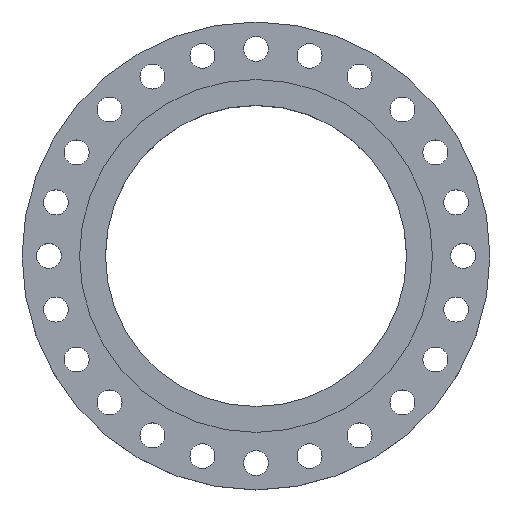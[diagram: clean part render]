
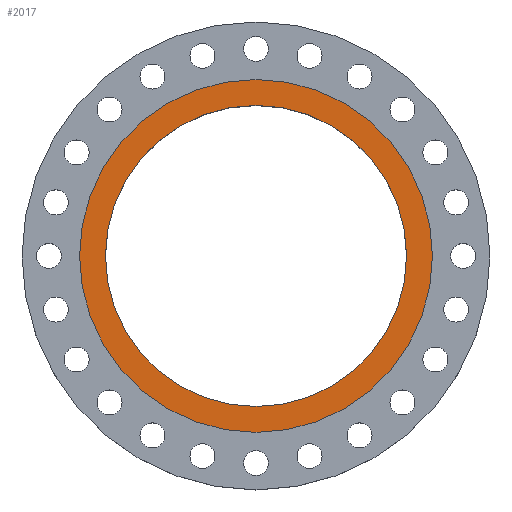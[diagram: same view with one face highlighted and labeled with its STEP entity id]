
A CAD part, top view. The second image highlights one B-rep face of the part: STEP entity #2017.
In plain terms, the highlighted planar face has unit normal (0, 0, 1).
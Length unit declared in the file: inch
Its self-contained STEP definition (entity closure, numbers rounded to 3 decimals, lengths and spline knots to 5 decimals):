
#11 = CIRCLE ( 'NONE', #482, 9.8125 ) ;
#55 = CIRCLE ( 'NONE', #1089, 11.5 ) ;
#129 = VERTEX_POINT ( 'NONE', #1549 ) ;
#258 = CARTESIAN_POINT ( 'NONE',  ( 9.8125, 0., 0. ) ) ;
#365 = ORIENTED_EDGE ( 'NONE', *, *, #1183, .T. ) ;
#413 = ORIENTED_EDGE ( 'NONE', *, *, #1455, .F. ) ;
#482 = AXIS2_PLACEMENT_3D ( 'NONE', #962, #795, #1509 ) ;
#537 = CARTESIAN_POINT ( 'NONE',  ( 0., 9.8125, 0. ) ) ;
#546 = CARTESIAN_POINT ( 'NONE',  ( -11.5, 0., 0. ) ) ;
#548 = VERTEX_POINT ( 'NONE', #546 ) ;
#667 = CARTESIAN_POINT ( 'NONE',  ( 0., 0., 0. ) ) ;
#735 = DIRECTION ( 'NONE',  ( 0., 0., 1. ) ) ;
#761 = VERTEX_POINT ( 'NONE', #258 ) ;
#769 = EDGE_CURVE ( 'NONE', #2056, #761, #11, .T. ) ;
#795 = DIRECTION ( 'NONE',  ( 0., 0., 1. ) ) ;
#962 = CARTESIAN_POINT ( 'NONE',  ( 0., 0., 0. ) ) ;
#972 = AXIS2_PLACEMENT_3D ( 'NONE', #1433, #735, #2203 ) ;
#1006 = AXIS2_PLACEMENT_3D ( 'NONE', #667, #1353, #1955 ) ;
#1055 = DIRECTION ( 'NONE',  ( -1., 0., 0. ) ) ;
#1065 = FACE_OUTER_BOUND ( 'NONE', #1782, .T. ) ;
#1089 = AXIS2_PLACEMENT_3D ( 'NONE', #1702, #2084, #1519 ) ;
#1142 = CARTESIAN_POINT ( 'NONE',  ( -9.8125, 0., 0. ) ) ;
#1161 = CIRCLE ( 'NONE', #1006, 11.5 ) ;
#1183 = EDGE_CURVE ( 'NONE', #548, #129, #55, .T. ) ;
#1353 = DIRECTION ( 'NONE',  ( 0., 0., 1. ) ) ;
#1361 = EDGE_CURVE ( 'NONE', #129, #548, #1161, .T. ) ;
#1433 = CARTESIAN_POINT ( 'NONE',  ( 0., 0., 0. ) ) ;
#1443 = DIRECTION ( 'NONE',  ( 0., 0., -1. ) ) ;
#1455 = EDGE_CURVE ( 'NONE', #761, #2056, #2280, .T. ) ;
#1509 = DIRECTION ( 'NONE',  ( 1., 0., 0. ) ) ;
#1519 = DIRECTION ( 'NONE',  ( 1., 0., 0. ) ) ;
#1549 = CARTESIAN_POINT ( 'NONE',  ( 11.5, 0., 0. ) ) ;
#1658 = EDGE_LOOP ( 'NONE', ( #413, #1736 ) ) ;
#1702 = CARTESIAN_POINT ( 'NONE',  ( 0., 0., 0. ) ) ;
#1736 = ORIENTED_EDGE ( 'NONE', *, *, #769, .F. ) ;
#1782 = EDGE_LOOP ( 'NONE', ( #1987, #365 ) ) ;
#1955 = DIRECTION ( 'NONE',  ( 1., 0., 0. ) ) ;
#1987 = ORIENTED_EDGE ( 'NONE', *, *, #1361, .T. ) ;
#1993 = PLANE ( 'NONE',  #2115 ) ;
#2017 = ADVANCED_FACE ( 'NONE', ( #2138, #1065 ), #1993, .F. ) ;
#2056 = VERTEX_POINT ( 'NONE', #1142 ) ;
#2084 = DIRECTION ( 'NONE',  ( 0., 0., 1. ) ) ;
#2115 = AXIS2_PLACEMENT_3D ( 'NONE', #537, #1443, #1055 ) ;
#2138 = FACE_BOUND ( 'NONE', #1658, .T. ) ;
#2203 = DIRECTION ( 'NONE',  ( 1., 0., 0. ) ) ;
#2280 = CIRCLE ( 'NONE', #972, 9.8125 ) ;
